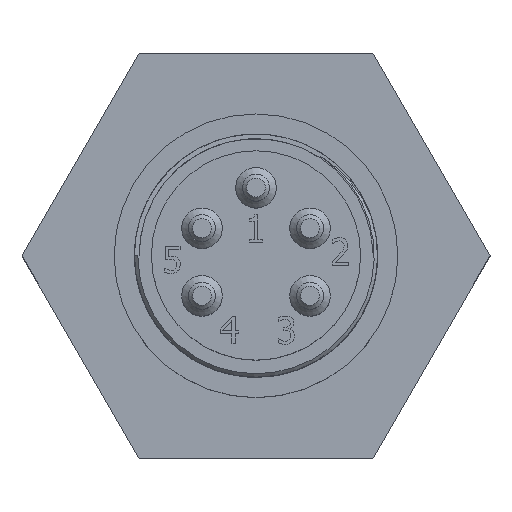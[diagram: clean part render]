
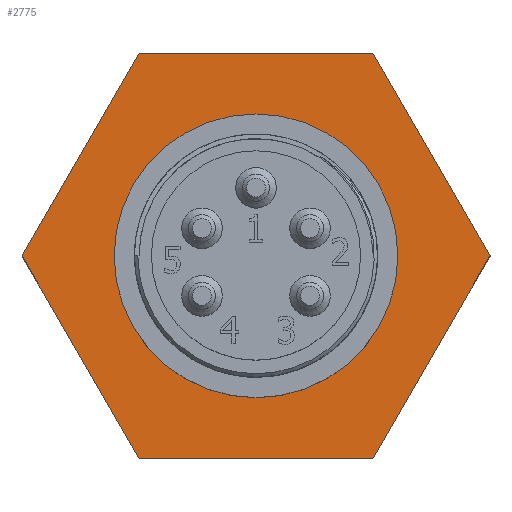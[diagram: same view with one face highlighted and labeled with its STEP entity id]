
A CAD part, top view. The second image highlights one B-rep face of the part: STEP entity #2775.
In plain terms, the highlighted planar face has unit normal (0, 0, 1).
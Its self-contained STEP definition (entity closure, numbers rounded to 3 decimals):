
#127=FACE_BOUND($,#659,.T.);
#179=CIRCLE($,#2941,10.5);
#280=PLANE($,#2944);
#440=FACE_OUTER_BOUND($,#658,.T.);
#658=EDGE_LOOP($,(#2553,#2554,#2555,#2556,#2557,#2558));
#659=EDGE_LOOP($,(#2559));
#855=LINE($,#7028,#1066);
#858=LINE($,#7034,#1069);
#861=LINE($,#7040,#1072);
#864=LINE($,#7046,#1075);
#868=LINE($,#7053,#1079);
#870=LINE($,#7056,#1081);
#1066=VECTOR($,#3382,17.321);
#1069=VECTOR($,#3387,17.321);
#1072=VECTOR($,#3392,17.321);
#1075=VECTOR($,#3397,17.321);
#1079=VECTOR($,#3403,17.321);
#1081=VECTOR($,#3407,17.321);
#1423=VERTEX_POINT($,#7025);
#1424=VERTEX_POINT($,#7027);
#1426=VERTEX_POINT($,#7033);
#1428=VERTEX_POINT($,#7039);
#1430=VERTEX_POINT($,#7045);
#1432=VERTEX_POINT($,#7051);
#1449=VERTEX_POINT($,#7110);
#1786=EDGE_CURVE($,#1424,#1423,#855,.T.);
#1789=EDGE_CURVE($,#1426,#1424,#858,.T.);
#1792=EDGE_CURVE($,#1428,#1426,#861,.T.);
#1795=EDGE_CURVE($,#1430,#1428,#864,.T.);
#1799=EDGE_CURVE($,#1423,#1432,#868,.T.);
#1801=EDGE_CURVE($,#1432,#1430,#870,.T.);
#1819=EDGE_CURVE($,#1449,#1449,#179,.T.);
#2553=ORIENTED_EDGE($,*,*,#1795,.T.);
#2554=ORIENTED_EDGE($,*,*,#1792,.T.);
#2555=ORIENTED_EDGE($,*,*,#1789,.T.);
#2556=ORIENTED_EDGE($,*,*,#1786,.T.);
#2557=ORIENTED_EDGE($,*,*,#1799,.T.);
#2558=ORIENTED_EDGE($,*,*,#1801,.T.);
#2559=ORIENTED_EDGE($,*,*,#1819,.T.);
#2775=ADVANCED_FACE($,(#440,#127),#280,.T.);
#2941=AXIS2_PLACEMENT_3D($,#7111,#3482,#3483);
#2944=AXIS2_PLACEMENT_3D($,#7114,#3488,#3489);
#3382=DIRECTION($,(0.5,-0.866,0.));
#3387=DIRECTION($,(-0.5,-0.866,0.));
#3392=DIRECTION($,(-1.,0.,0.));
#3397=DIRECTION($,(-0.5,0.866,0.));
#3403=DIRECTION($,(1.,0.,0.));
#3407=DIRECTION($,(0.5,0.866,0.));
#3482=DIRECTION('center_axis',(0.,0.,-1.));
#3483=DIRECTION('ref_axis',(-1.,0.,0.));
#3488=DIRECTION('center_axis',(0.,0.,1.));
#3489=DIRECTION('ref_axis',(1.,0.,0.));
#7025=CARTESIAN_POINT('',(-8.66,-15.,3.95));
#7027=CARTESIAN_POINT('',(-17.321,0.,3.95));
#7028=CARTESIAN_POINT($,(-15.155,-3.75,3.95));
#7033=CARTESIAN_POINT('',(-8.66,15.,3.95));
#7034=CARTESIAN_POINT($,(-10.825,11.25,3.95));
#7039=CARTESIAN_POINT('',(8.66,15.,3.95));
#7040=CARTESIAN_POINT($,(4.33,15.,3.95));
#7045=CARTESIAN_POINT('',(17.321,0.,3.95));
#7046=CARTESIAN_POINT($,(15.155,3.75,3.95));
#7051=CARTESIAN_POINT('',(8.66,-15.,3.95));
#7053=CARTESIAN_POINT($,(-4.33,-15.,3.95));
#7056=CARTESIAN_POINT($,(10.825,-11.25,3.95));
#7110=CARTESIAN_POINT('',(10.5,0.,3.95));
#7111=CARTESIAN_POINT('Origin',(0.,0.,3.95));
#7114=CARTESIAN_POINT('Origin',(0.,0.,
3.95));
